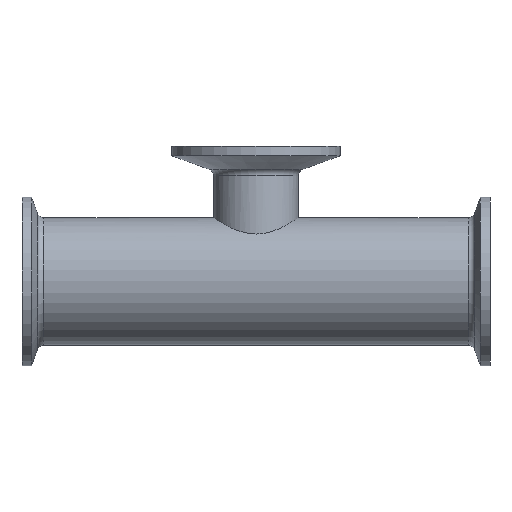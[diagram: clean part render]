
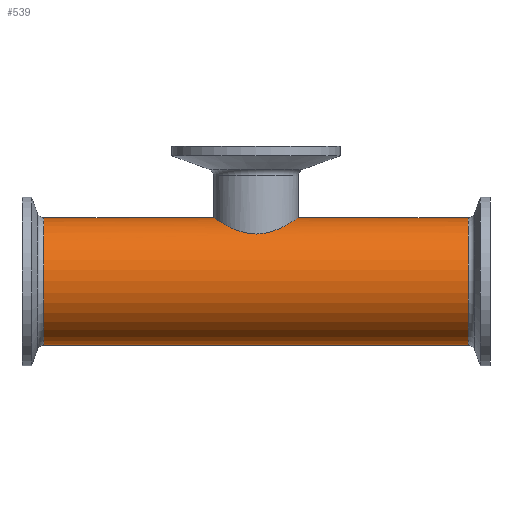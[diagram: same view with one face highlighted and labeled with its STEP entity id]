
A CAD part, front view. The second image highlights one B-rep face of the part: STEP entity #539.
In plain terms, the highlighted cylindrical face has radius 19.05 mm (diameter 38.1 mm), a full revolution.
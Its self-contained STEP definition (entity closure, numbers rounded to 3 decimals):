
#17=FACE_BOUND('',#131,.T.);
#29=B_SPLINE_CURVE_WITH_KNOTS('',3,(#900,#901,#902,#903,#904,#905,#906,
#907,#908,#909,#910,#911,#912,#913),.UNSPECIFIED.,.F.,.F.,(4,2,2,2,2,2,
4),(0.,0.251,0.501,1.002,1.498,
1.745,1.993),.UNSPECIFIED.);
#30=B_SPLINE_CURVE_WITH_KNOTS('',3,(#914,#915,#916,#917,#918,#919,#920,
#921,#922,#923,#924,#925,#926,#927,#928,#929,#930,#931,#932,#933,#934,#935,
#936,#937,#938,#939,#940,#941,#942,#943,#944,#945,#946,#947,#948,#949,#950,
#951),.UNSPECIFIED.,.F.,.F.,(4,2,2,2,2,2,2,2,2,2,2,2,2,2,2,2,2,2,4),(1.993,
2.241,2.489,2.984,3.485,3.736,
3.986,4.237,4.487,4.988,5.484,
5.732,5.98,6.227,6.475,6.971,
7.472,7.722,7.973),.UNSPECIFIED.);
#35=CYLINDRICAL_SURFACE('',#618,19.05);
#46=LINE('',#1006,#62);
#62=VECTOR('',#763,19.05);
#94=FACE_OUTER_BOUND('',#130,.T.);
#130=EDGE_LOOP('',(#412,#413,#414,#415,#416,#417));
#131=EDGE_LOOP('',(#418,#419));
#176=CIRCLE('',#611,19.05);
#180=CIRCLE('',#615,19.05);
#182=CIRCLE('',#619,19.05);
#183=CIRCLE('',#620,19.05);
#222=VERTEX_POINT('',#897);
#223=VERTEX_POINT('',#899);
#235=VERTEX_POINT('',#989);
#236=VERTEX_POINT('',#990);
#240=VERTEX_POINT('',#1003);
#241=VERTEX_POINT('',#1004);
#278=EDGE_CURVE('',#223,#222,#29,.T.);
#279=EDGE_CURVE('',#222,#223,#30,.T.);
#297=EDGE_CURVE('',#235,#236,#176,.T.);
#301=EDGE_CURVE('',#236,#235,#180,.T.);
#304=EDGE_CURVE('',#240,#241,#182,.T.);
#305=EDGE_CURVE('',#240,#235,#46,.T.);
#306=EDGE_CURVE('',#241,#240,#183,.T.);
#412=ORIENTED_EDGE('',*,*,#304,.F.);
#413=ORIENTED_EDGE('',*,*,#305,.T.);
#414=ORIENTED_EDGE('',*,*,#301,.F.);
#415=ORIENTED_EDGE('',*,*,#297,.F.);
#416=ORIENTED_EDGE('',*,*,#305,.F.);
#417=ORIENTED_EDGE('',*,*,#306,.F.);
#418=ORIENTED_EDGE('',*,*,#278,.T.);
#419=ORIENTED_EDGE('',*,*,#279,.T.);
#539=ADVANCED_FACE('',(#94,#17),#35,.T.);
#611=AXIS2_PLACEMENT_3D('',#991,#744,#745);
#615=AXIS2_PLACEMENT_3D('',#997,#752,#753);
#618=AXIS2_PLACEMENT_3D('',#1002,#759,#760);
#619=AXIS2_PLACEMENT_3D('',#1005,#761,#762);
#620=AXIS2_PLACEMENT_3D('',#1007,#764,#765);
#744=DIRECTION('center_axis',(-1.,0.,0.));
#745=DIRECTION('ref_axis',(0.,1.,0.));
#752=DIRECTION('center_axis',(-1.,0.,0.));
#753=DIRECTION('ref_axis',(0.,1.,0.));
#759=DIRECTION('center_axis',(1.,0.,0.));
#760=DIRECTION('ref_axis',(0.,1.,0.));
#761=DIRECTION('center_axis',(1.,0.,0.));
#762=DIRECTION('ref_axis',(0.,-1.,0.));
#763=DIRECTION('',(-1.,0.,0.));
#764=DIRECTION('center_axis',(1.,0.,0.));
#765=DIRECTION('ref_axis',(0.,-1.,0.));
#897=CARTESIAN_POINT('',(-12.7,0.,19.05));
#899=CARTESIAN_POINT('',(0.,-12.7,14.199));
#900=CARTESIAN_POINT('Ctrl Pts',(0.,-12.7,14.199));
#901=CARTESIAN_POINT('Ctrl Pts',(-0.835,-12.7,14.199));
#902=CARTESIAN_POINT('Ctrl Pts',(-1.683,-12.617,14.275));
#903=CARTESIAN_POINT('Ctrl Pts',(-3.346,-12.281,14.565));
#904=CARTESIAN_POINT('Ctrl Pts',(-4.161,-12.028,14.778));
#905=CARTESIAN_POINT('Ctrl Pts',(-6.485,-11.048,15.541));
#906=CARTESIAN_POINT('Ctrl Pts',(-7.876,-10.085,16.21));
#907=CARTESIAN_POINT('Ctrl Pts',(-10.073,-7.888,17.385));
#908=CARTESIAN_POINT('Ctrl Pts',(-11.044,-6.495,17.981));
#909=CARTESIAN_POINT('Ctrl Pts',(-12.03,-4.158,18.608));
#910=CARTESIAN_POINT('Ctrl Pts',(-12.283,-3.337,18.774));
#911=CARTESIAN_POINT('Ctrl Pts',(-12.618,-1.672,18.995));
#912=CARTESIAN_POINT('Ctrl Pts',(-12.7,-0.826,19.05));
#913=CARTESIAN_POINT('Ctrl Pts',(-12.7,0.,19.05));
#914=CARTESIAN_POINT('Ctrl Pts',(-12.7,0.,19.05));
#915=CARTESIAN_POINT('Ctrl Pts',(-12.7,0.826,19.05));
#916=CARTESIAN_POINT('Ctrl Pts',(-12.618,1.672,18.995));
#917=CARTESIAN_POINT('Ctrl Pts',(-12.283,3.337,18.774));
#918=CARTESIAN_POINT('Ctrl Pts',(-12.03,4.158,18.608));
#919=CARTESIAN_POINT('Ctrl Pts',(-11.044,6.495,17.981));
#920=CARTESIAN_POINT('Ctrl Pts',(-10.073,7.888,17.385));
#921=CARTESIAN_POINT('Ctrl Pts',(-7.876,10.085,16.21));
#922=CARTESIAN_POINT('Ctrl Pts',(-6.485,11.048,15.541));
#923=CARTESIAN_POINT('Ctrl Pts',(-4.161,12.028,14.778));
#924=CARTESIAN_POINT('Ctrl Pts',(-3.346,12.281,14.565));
#925=CARTESIAN_POINT('Ctrl Pts',(-1.683,12.617,14.275));
#926=CARTESIAN_POINT('Ctrl Pts',(-0.835,12.7,14.199));
#927=CARTESIAN_POINT('Ctrl Pts',(0.835,12.7,14.199));
#928=CARTESIAN_POINT('Ctrl Pts',(1.683,12.617,14.275));
#929=CARTESIAN_POINT('Ctrl Pts',(3.346,12.281,14.565));
#930=CARTESIAN_POINT('Ctrl Pts',(4.161,12.028,14.778));
#931=CARTESIAN_POINT('Ctrl Pts',(6.485,11.048,15.541));
#932=CARTESIAN_POINT('Ctrl Pts',(7.876,10.085,16.21));
#933=CARTESIAN_POINT('Ctrl Pts',(10.073,7.888,17.385));
#934=CARTESIAN_POINT('Ctrl Pts',(11.044,6.495,17.981));
#935=CARTESIAN_POINT('Ctrl Pts',(12.03,4.158,18.608));
#936=CARTESIAN_POINT('Ctrl Pts',(12.283,3.337,18.774));
#937=CARTESIAN_POINT('Ctrl Pts',(12.618,1.672,18.995));
#938=CARTESIAN_POINT('Ctrl Pts',(12.7,0.826,19.05));
#939=CARTESIAN_POINT('Ctrl Pts',(12.7,-0.826,19.05));
#940=CARTESIAN_POINT('Ctrl Pts',(12.618,-1.672,18.995));
#941=CARTESIAN_POINT('Ctrl Pts',(12.283,-3.337,18.774));
#942=CARTESIAN_POINT('Ctrl Pts',(12.03,-4.158,18.608));
#943=CARTESIAN_POINT('Ctrl Pts',(11.044,-6.495,17.981));
#944=CARTESIAN_POINT('Ctrl Pts',(10.073,-7.888,17.385));
#945=CARTESIAN_POINT('Ctrl Pts',(7.876,-10.085,16.21));
#946=CARTESIAN_POINT('Ctrl Pts',(6.485,-11.048,15.541));
#947=CARTESIAN_POINT('Ctrl Pts',(4.161,-12.028,14.778));
#948=CARTESIAN_POINT('Ctrl Pts',(3.346,-12.281,14.565));
#949=CARTESIAN_POINT('Ctrl Pts',(1.683,-12.617,14.275));
#950=CARTESIAN_POINT('Ctrl Pts',(0.835,-12.7,14.199));
#951=CARTESIAN_POINT('Ctrl Pts',(0.,-12.7,14.199));
#989=CARTESIAN_POINT('',(-63.493,-19.05,0.));
#990=CARTESIAN_POINT('',(-63.493,0.,-19.05));
#991=CARTESIAN_POINT('Origin',(-63.493,0.,0.));
#997=CARTESIAN_POINT('Origin',(-63.493,0.,0.));
#1002=CARTESIAN_POINT('Origin',(0.,0.,0.));
#1003=CARTESIAN_POINT('',(63.493,-19.05,0.));
#1004=CARTESIAN_POINT('',(63.493,0.,19.05));
#1005=CARTESIAN_POINT('Origin',(63.493,0.,0.));
#1006=CARTESIAN_POINT('',(0.,-19.05,0.));
#1007=CARTESIAN_POINT('Origin',(63.493,0.,0.));
